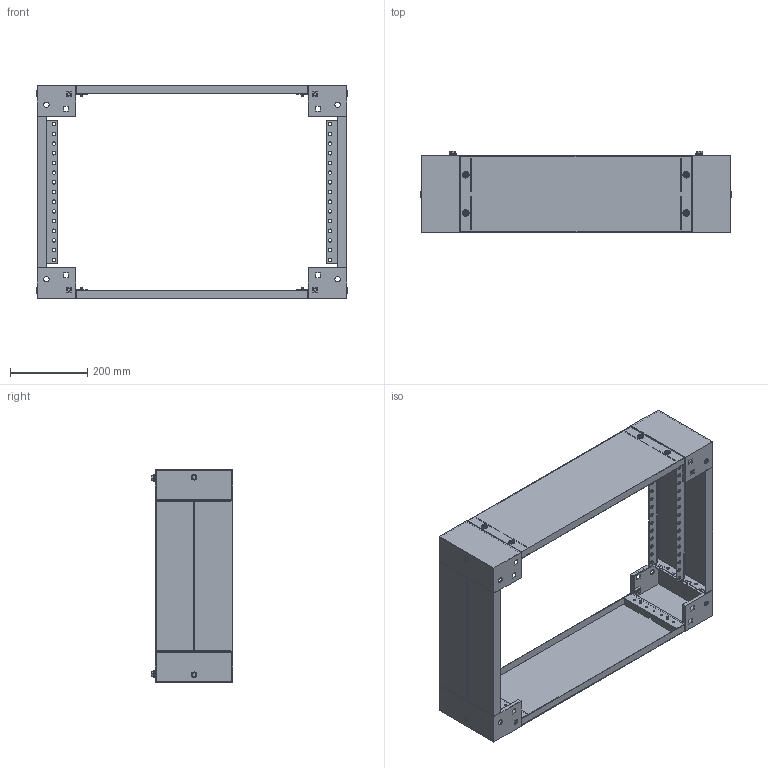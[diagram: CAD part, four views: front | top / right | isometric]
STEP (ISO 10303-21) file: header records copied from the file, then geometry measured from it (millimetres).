
FILE_DESCRIPTION (( 'STEP AP214' ), '1' );
FILE_NAME ('0396.8002.60.17.step', '2023-01-11T07:17:21', ( '' ), ( '' ), 'SwSTEP 2.0', 'SolidWorks 2019', '' );
FILE_SCHEMA (( 'AUTOMOTIVE_DESIGN' ));
Length unit declared in the file: millimetre
Products named in the file (7): SockelQuerteilH200_60; SockelLaengsteilH200_8002-1; SockelEckteilH200_Rechts<Standard>; 0396.8002.60.17; SockelQuerteilH200_0396-0002-60-17; SockelEckteilH200; SockelLaengsteilH200_0396-8002-00-17
Assembly tree (12 placements, depth 3):
  0396.8002.60.17
    SockelLaengsteilH200_0396-8002-00-17
      SockelEckteilH200_Rechts<Standard>  x2
      SockelEckteilH200  x2
      SockelLaengsteilH200_8002-1  x2
    SockelQuerteilH200_0396-0002-60-17
      SockelQuerteilH200_60  x4
Bounding box: 804 x 210.6 x 551.2 mm (x, y, z)
Volume: 1635980.6 mm3; surface area: 1825197.3 mm2
Topology: 30 solids, 30 shells, 1252 faces, 3348 edges, 2208 vertices
Faces by surface type: plane 816, cylinder 340, cone 80, bspline 16
Entity records: 18172 total; most frequent: CARTESIAN_POINT 3121, ORIENTED_EDGE 2780, DIRECTION 2770, EDGE_CURVE 1390, LINE 1048, VECTOR 1048, VERTEX_POINT 916, AXIS2_PLACEMENT_3D 861
